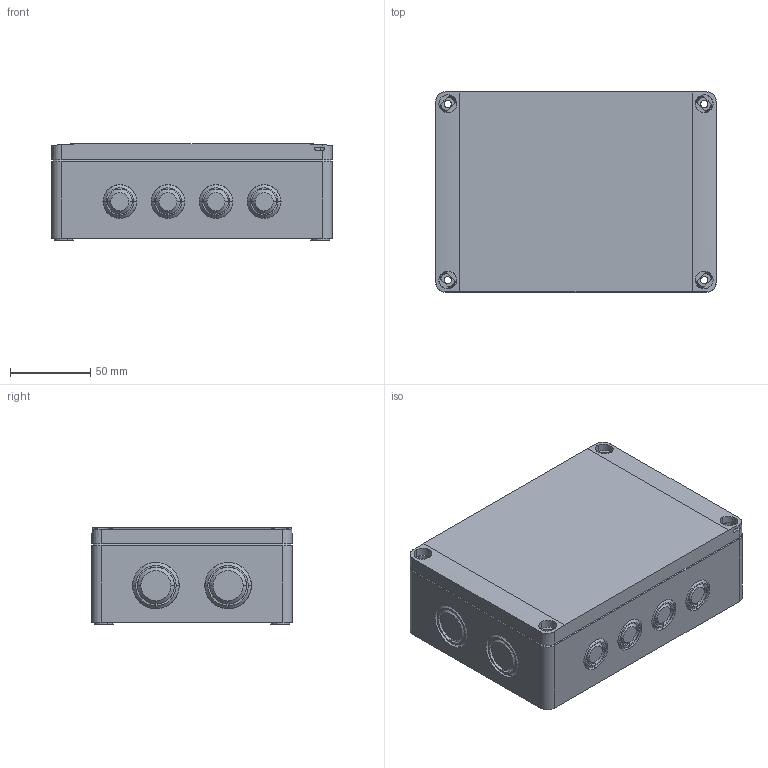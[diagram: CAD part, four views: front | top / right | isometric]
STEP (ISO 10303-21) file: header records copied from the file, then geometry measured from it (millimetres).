
FILE_DESCRIPTION((''),'2;1');
FILE_NAME('SPCK131806T_ASM','2008-12-08T',('pasi_koskela'),(''),'PRO/ENGINEER BY PARAMETRIC TECHNOLOGY CORPORATION, 2008250','PRO/ENGINEER BY PARAMETRIC TECHNOLOGY CORPORATION, 2008250','');
FILE_SCHEMA(('AUTOMOTIVE_DESIGN_CC2 { 1 2 10303 214 -1 1 5 2 }'));
Length unit declared in the file: millimetre
Products named in the file (3): SPCK131805B; SPCT131801L; SPCK131806T_ASM
Assembly tree (2 placements, depth 2):
  SPCK131806T_ASM
    SPCK131805B
    SPCT131801L
Bounding box: 175 x 125 x 60 mm (x, y, z)
Volume: 249021.2 mm3; surface area: 176527.9 mm2
Topology: 2 solids, 2 shells, 1183 faces, 3038 edges, 1955 vertices
Faces by surface type: plane 688, cylinder 229, cone 198, bspline 48, torus 20
Entity records: 55327 total; most frequent: CARTESIAN_POINT 17646, ORIENTED_EDGE 6062, DIRECTION 5519, PRESENTATION_STYLE_ASSIGNMENT 3035, STYLED_ITEM 3033, CURVE_STYLE 3031, EDGE_CURVE 3031, VECTOR 1951
